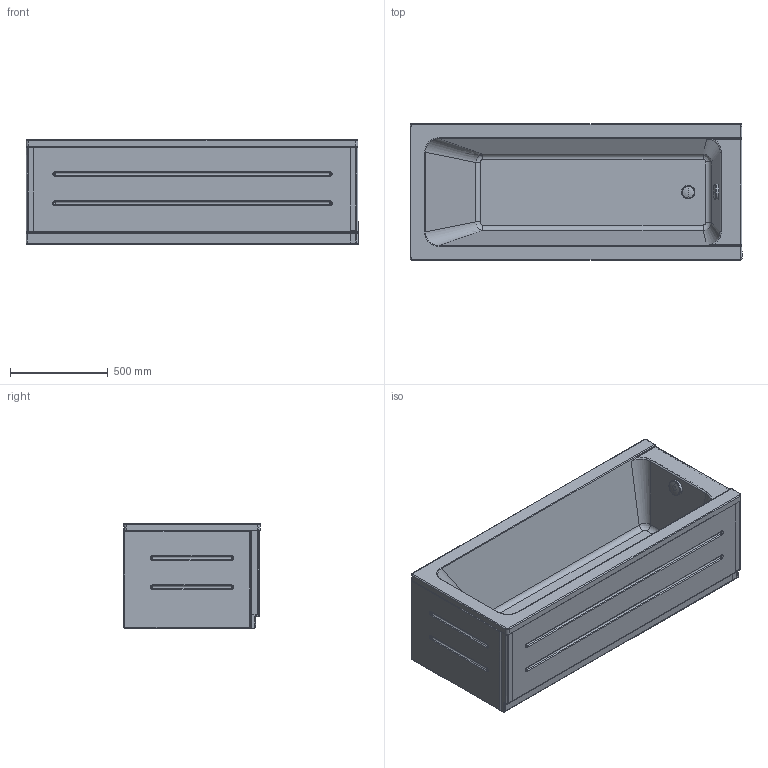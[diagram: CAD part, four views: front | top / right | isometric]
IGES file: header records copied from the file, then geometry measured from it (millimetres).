
Global section: file name: No Iges File Name specified; native system: Autodesk Inventor 2009; preprocessor: AutoDesk Inventor Iges Exporter R2009; author: Andreas; date: 20101211.193749; units: millimetre
Bounding box: 1700.23 x 700.79 x 536.31 mm (x, y, z)
Volume: 47048559.1 mm3; surface area: 8438220.3 mm2
Topology: 8 solids, 8 shells, 342 faces, 845 edges, 497 vertices
Faces by surface type: plane 110, cylinder 91, bspline 60, revolution 36, torus 32, sphere 11, cone 2
